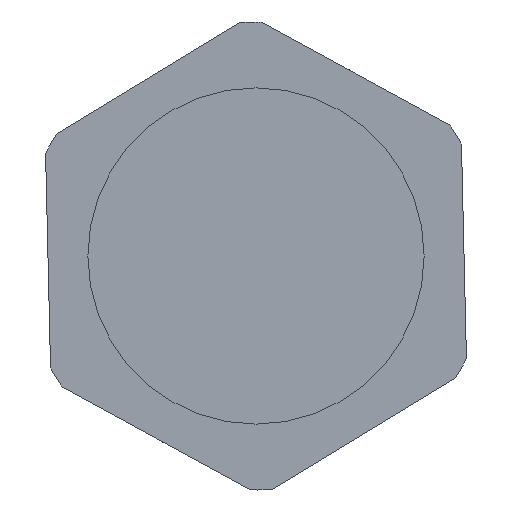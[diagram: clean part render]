
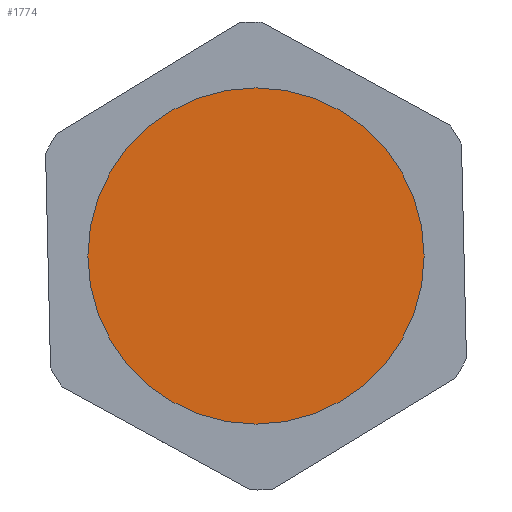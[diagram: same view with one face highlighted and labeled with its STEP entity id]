
A CAD part, left-side view. The second image highlights one B-rep face of the part: STEP entity #1774.
In plain terms, the highlighted planar face has unit normal (-1, 0, 0).
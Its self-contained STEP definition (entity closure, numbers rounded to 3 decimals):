
#66 = VERTEX_POINT ( 'NONE', #3912 ) ;
#496 = FACE_OUTER_BOUND ( 'NONE', #2242, .T. ) ;
#629 = CARTESIAN_POINT ( 'NONE',  ( 0., 0., 0. ) ) ;
#680 = CARTESIAN_POINT ( 'NONE',  ( 0., 0., -4.85 ) ) ;
#1392 = AXIS2_PLACEMENT_3D ( 'NONE', #629, #2741, #2440 ) ;
#1464 = CIRCLE ( 'NONE', #1392, 4.85 ) ;
#1569 = DIRECTION ( 'NONE',  ( 1., 0., 0. ) ) ;
#1597 = ORIENTED_EDGE ( 'NONE', *, *, #3094, .T. ) ;
#1710 = DIRECTION ( 'NONE',  ( 0., 0., 1. ) ) ;
#1774 = ADVANCED_FACE ( 'NONE', ( #496 ), #1911, .F. ) ;
#1911 = PLANE ( 'NONE',  #2613 ) ;
#2242 = EDGE_LOOP ( 'NONE', ( #3989, #1597 ) ) ;
#2382 = AXIS2_PLACEMENT_3D ( 'NONE', #3169, #4178, #1710 ) ;
#2440 = DIRECTION ( 'NONE',  ( 0., 0., 1. ) ) ;
#2613 = AXIS2_PLACEMENT_3D ( 'NONE', #3332, #1569, #2985 ) ;
#2637 = VERTEX_POINT ( 'NONE', #680 ) ;
#2741 = DIRECTION ( 'NONE',  ( -1., 0., 0. ) ) ;
#2985 = DIRECTION ( 'NONE',  ( 0., 0., -1. ) ) ;
#3094 = EDGE_CURVE ( 'NONE', #2637, #66, #4379, .T. ) ;
#3169 = CARTESIAN_POINT ( 'NONE',  ( 0., 0., 0. ) ) ;
#3332 = CARTESIAN_POINT ( 'NONE',  ( 0., 0., 0. ) ) ;
#3806 = EDGE_CURVE ( 'NONE', #66, #2637, #1464, .T. ) ;
#3912 = CARTESIAN_POINT ( 'NONE',  ( 0., 0., 4.85 ) ) ;
#3989 = ORIENTED_EDGE ( 'NONE', *, *, #3806, .T. ) ;
#4178 = DIRECTION ( 'NONE',  ( -1., 0., 0. ) ) ;
#4379 = CIRCLE ( 'NONE', #2382, 4.85 ) ;
